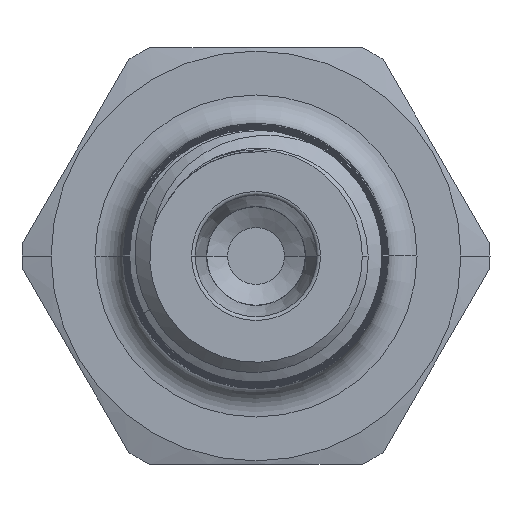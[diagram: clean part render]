
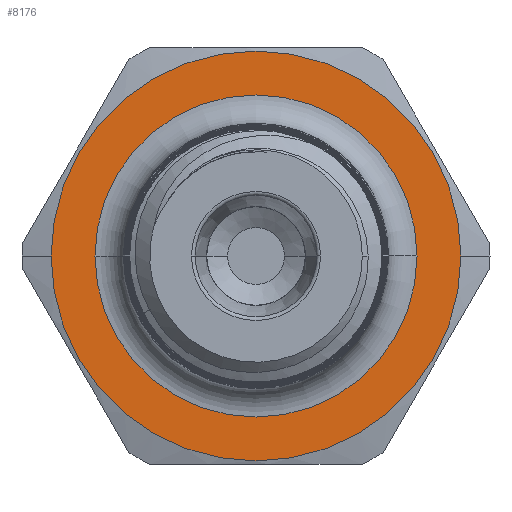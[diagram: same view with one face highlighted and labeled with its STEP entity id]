
A CAD part, front view. The second image highlights one B-rep face of the part: STEP entity #8176.
In plain terms, the highlighted planar face has unit normal (0, -1, 0).
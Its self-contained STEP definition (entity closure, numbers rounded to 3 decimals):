
#696=CARTESIAN_POINT('',(0.,-13.7,0.));
#697=DIRECTION('',(0.,1.,0.));
#698=DIRECTION('',(-1.,0.,0.));
#699=AXIS2_PLACEMENT_3D('',#696,#697,#698);
#701=CARTESIAN_POINT('',(0.,-13.7,0.));
#702=DIRECTION('',(0.,1.,0.));
#703=DIRECTION('',(1.,0.,0.));
#704=AXIS2_PLACEMENT_3D('',#701,#702,#703);
#706=CARTESIAN_POINT('',(0.,-13.7,0.));
#707=DIRECTION('',(0.,1.,0.));
#708=DIRECTION('',(1.,0.,0.));
#709=AXIS2_PLACEMENT_3D('',#706,#707,#708);
#711=CARTESIAN_POINT('',(0.,-13.7,0.));
#712=DIRECTION('',(0.,1.,0.));
#713=DIRECTION('',(-1.,0.,0.));
#714=AXIS2_PLACEMENT_3D('',#711,#712,#713);
#7170=CARTESIAN_POINT('',(-10.815,-13.7,0.));
#7171=CARTESIAN_POINT('',(10.815,-13.7,0.));
#7172=VERTEX_POINT('',#7170);
#7173=VERTEX_POINT('',#7171);
#7277=CARTESIAN_POINT('',(8.5,-13.7,0.));
#7278=CARTESIAN_POINT('',(-8.5,-13.7,0.));
#7279=VERTEX_POINT('',#7277);
#7280=VERTEX_POINT('',#7278);
#8160=CARTESIAN_POINT('',(0.,-13.7,0.));
#8161=DIRECTION('',(0.,-1.,0.));
#8162=DIRECTION('',(-1.,0.,0.));
#8163=AXIS2_PLACEMENT_3D('',#8160,#8161,#8162);
#8164=PLANE('',#8163);
#8166=ORIENTED_EDGE('',*,*,#8165,.T.);
#8167=ORIENTED_EDGE('',*,*,#8138,.T.);
#8168=EDGE_LOOP('',(#8166,#8167));
#8169=FACE_OUTER_BOUND('',#8168,.F.);
#8171=ORIENTED_EDGE('',*,*,#8170,.F.);
#8173=ORIENTED_EDGE('',*,*,#8172,.F.);
#8174=EDGE_LOOP('',(#8171,#8173));
#8175=FACE_BOUND('',#8174,.F.);
#8176=ADVANCED_FACE('',(#8169,#8175),#8164,.T.);
#700=CIRCLE('',#699,10.815);
#705=CIRCLE('',#704,10.815);
#710=CIRCLE('',#709,8.5);
#715=CIRCLE('',#714,8.5);
#8138=EDGE_CURVE('',#7173,#7172,#705,.T.);
#8165=EDGE_CURVE('',#7172,#7173,#700,.T.);
#8170=EDGE_CURVE('',#7279,#7280,#710,.T.);
#8172=EDGE_CURVE('',#7280,#7279,#715,.T.);
